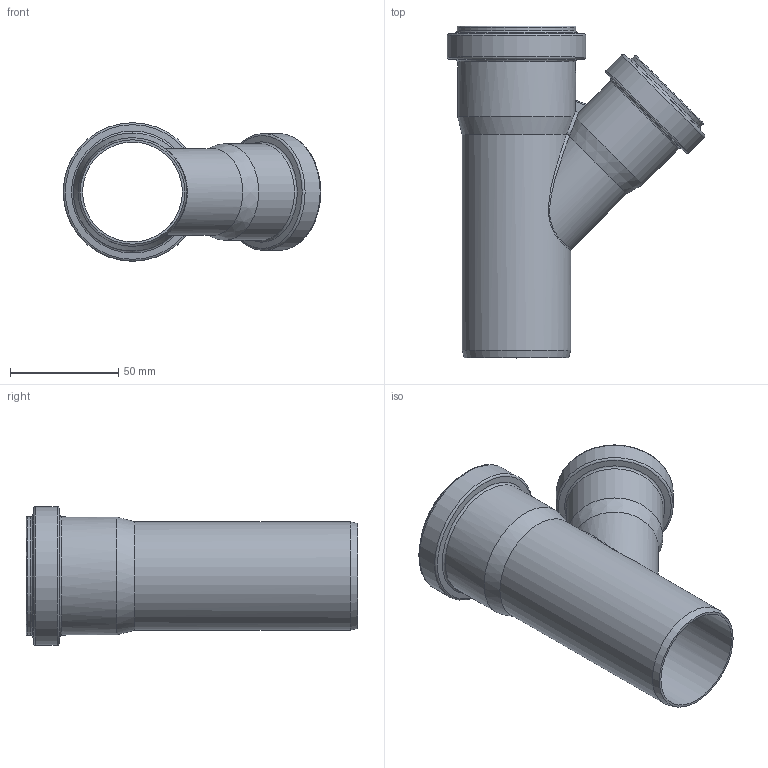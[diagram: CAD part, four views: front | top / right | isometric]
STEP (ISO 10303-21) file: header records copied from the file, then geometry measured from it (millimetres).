
FILE_DESCRIPTION(/* description */ (''),/* implementation_level */ '2;1');
FILE_NAME(/* name */ '172210 HTsafeEA DN_OD 50_40_45°.stp',/* time_stamp */ '2017-03-13T09:11:35+01:00',/* author */ ('user1'),/* organization */ (''),/* preprocessor_version */ 'ST-DEVELOPER v16.1',/* originating_system */ 'Autodesk Inventor 2016',/* authorisation */ '');
FILE_SCHEMA (('AUTOMOTIVE_DESIGN { 1 0 10303 214 3 1 1 }'));
Length unit declared in the file: millimetre
Products named in the file (1): 172210 HTsafeEA DN_OD 50_40_45°
Bounding box: 119.15 x 153.5 x 64.1 mm (x, y, z)
Volume: 67631.9 mm3; surface area: 69237 mm2
Topology: 1 solids, 1 shells, 68 faces, 153 edges, 86 vertices
Faces by surface type: cylinder 20, torus 20, cone 17, plane 8, bspline 3
Full cylindrical faces by diameter (mm): 36.2 x1, 40.8 x1, 41.1 x2, 44.6 x1, 44.9 x1, 46.2 x1, 50.2 x1, 50.3 x1, 50.8 x1, 51.1 x2, 54.1 x1, 54.6 x1, 54.9 x1, 60.3 x1, 64.1 x1
Entity records: 84159 total; most frequent: CARTESIAN_POINT 82852, DIRECTION 284, ORIENTED_EDGE 194, AXIS2_PLACEMENT_3D 138, EDGE_LOOP 122, EDGE_CURVE 97, VERTEX_POINT 81, FACE_OUTER_BOUND 68
